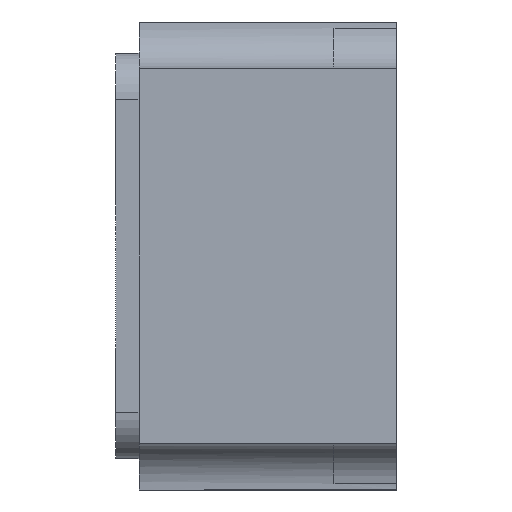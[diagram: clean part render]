
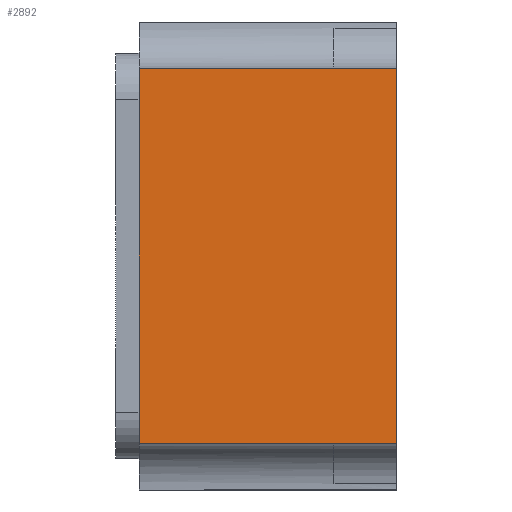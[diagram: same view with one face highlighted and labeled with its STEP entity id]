
A CAD part, left-side view. The second image highlights one B-rep face of the part: STEP entity #2892.
In plain terms, the highlighted planar face has unit normal (-1, 0, 0).
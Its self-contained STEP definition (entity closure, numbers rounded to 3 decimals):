
#102 = EDGE_CURVE ( 'NONE', #1033, #363, #2467, .T. ) ;
#237 = VERTEX_POINT ( 'NONE', #3035 ) ;
#349 = CARTESIAN_POINT ( 'NONE',  ( -1.6, 0., 0.75 ) ) ;
#363 = VERTEX_POINT ( 'NONE', #2851 ) ;
#386 = EDGE_CURVE ( 'NONE', #1088, #237, #2180, .T. ) ;
#443 = ORIENTED_EDGE ( 'NONE', *, *, #102, .T. ) ;
#448 = CARTESIAN_POINT ( 'NONE',  ( -1.6, 0.825, 0.75 ) ) ;
#452 = CARTESIAN_POINT ( 'NONE',  ( -1.6, 0.9, 0.75 ) ) ;
#555 = VECTOR ( 'NONE', #556, 1000. ) ;
#556 = DIRECTION ( 'NONE',  ( 0., 1., 0. ) ) ;
#799 = EDGE_LOOP ( 'NONE', ( #1412, #1127, #443, #2855 ) ) ;
#832 = DIRECTION ( 'NONE',  ( 0., -1., 0. ) ) ;
#923 = DIRECTION ( 'NONE',  ( 0., 0., -1. ) ) ;
#1033 = VERTEX_POINT ( 'NONE', #1905 ) ;
#1088 = VERTEX_POINT ( 'NONE', #2132 ) ;
#1127 = ORIENTED_EDGE ( 'NONE', *, *, #1942, .T. ) ;
#1166 = VECTOR ( 'NONE', #832, 1000. ) ;
#1248 = EDGE_CURVE ( 'NONE', #363, #237, #2989, .T. ) ;
#1315 = LINE ( 'NONE', #2957, #1166 ) ;
#1403 = DIRECTION ( 'NONE',  ( 1., 0., 0. ) ) ;
#1412 = ORIENTED_EDGE ( 'NONE', *, *, #386, .F. ) ;
#1546 = VECTOR ( 'NONE', #2625, 1000. ) ;
#1629 = PLANE ( 'NONE',  #2432 ) ;
#1664 = FACE_OUTER_BOUND ( 'NONE', #799, .T. ) ;
#1763 = VECTOR ( 'NONE', #2029, 1000. ) ;
#1905 = CARTESIAN_POINT ( 'NONE',  ( -1.6, 0., -0.6 ) ) ;
#1942 = EDGE_CURVE ( 'NONE', #1088, #1033, #1315, .T. ) ;
#2029 = DIRECTION ( 'NONE',  ( 0., 0., 1. ) ) ;
#2132 = CARTESIAN_POINT ( 'NONE',  ( -1.6, 0.825, -0.6 ) ) ;
#2180 = LINE ( 'NONE', #448, #1546 ) ;
#2432 = AXIS2_PLACEMENT_3D ( 'NONE', #452, #1403, #923 ) ;
#2467 = LINE ( 'NONE', #349, #1763 ) ;
#2625 = DIRECTION ( 'NONE',  ( 0., 0., 1. ) ) ;
#2851 = CARTESIAN_POINT ( 'NONE',  ( -1.6, 0., 0.6 ) ) ;
#2855 = ORIENTED_EDGE ( 'NONE', *, *, #1248, .T. ) ;
#2892 = ADVANCED_FACE ( 'NONE', ( #1664 ), #1629, .F. ) ;
#2906 = CARTESIAN_POINT ( 'NONE',  ( -1.6, 0., 0.6 ) ) ;
#2957 = CARTESIAN_POINT ( 'NONE',  ( -1.6, 0., -0.6 ) ) ;
#2989 = LINE ( 'NONE', #2906, #555 ) ;
#3035 = CARTESIAN_POINT ( 'NONE',  ( -1.6, 0.825, 0.6 ) ) ;
